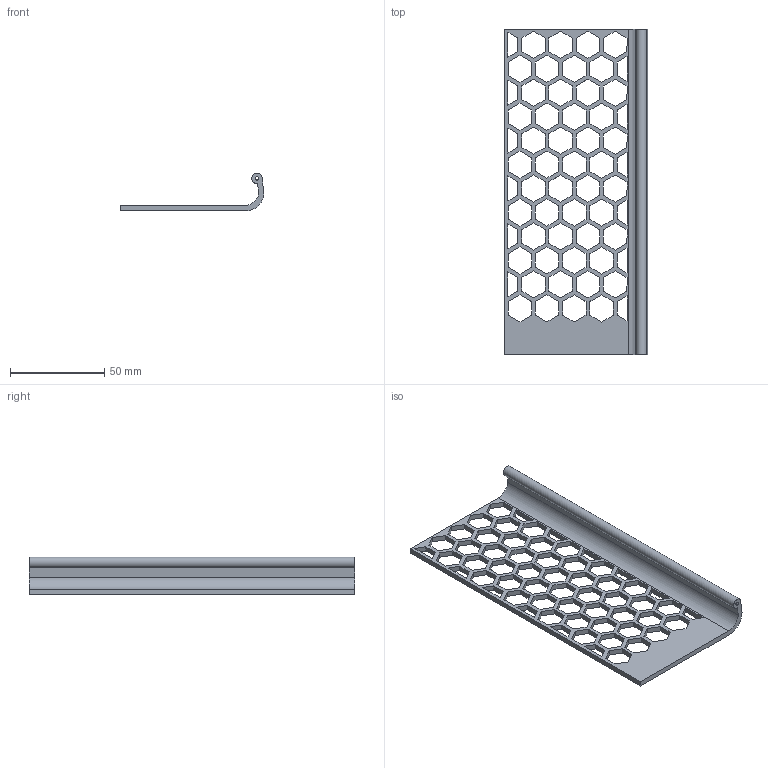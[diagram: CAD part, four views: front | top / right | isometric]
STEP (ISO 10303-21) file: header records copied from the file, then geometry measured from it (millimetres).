
FILE_DESCRIPTION(/* description */ ('STEP AP242','CAx-IF Rec.Pracs.---Representation and Presentation of Product Manufacturing Information (PMI)---4.0---2014-10-13','CAx-IF Rec.Pracs.---3D Tessellated Geometry---0.4---2014-09-14','2;1'),/* implementation_level */ '2;1');
FILE_NAME(/* name */ '6869b6e866002c709b46c7d2',/* time_stamp */ '2025-07-05T23:36:10Z',/* author */ (''),/* organization */ (''),/* preprocessor_version */ 'ST-DEVELOPER v20',/* originating_system */ 'ONSHAPE BY PTC INC, 1.200',/* authorisation */ ' ');
FILE_SCHEMA (('AP242_MANAGED_MODEL_BASED_3D_ENGINEERING_MIM_LF { 1 0 10303 442 1 1 4 }'));
Length unit declared in the file: metre
Products named in the file (1): Part 1
Bounding box: 76.2 x 172.72 x 19.98 mm (x, y, z)
Volume: 25266.4 mm3; surface area: 26557.3 mm2
Topology: 1 solids, 1 shells, 347 faces, 1035 edges, 690 vertices
Faces by surface type: plane 343, bspline 2, cylinder 2
Full cylindrical faces by diameter (mm): 1.785 x1
Entity records: 11736 total; most frequent: CARTESIAN_POINT 2148, ORIENTED_EDGE 2068, DIRECTION 1726, EDGE_CURVE 1034, LINE 1026, VECTOR 1026, VERTEX_POINT 690, EDGE_LOOP 470
